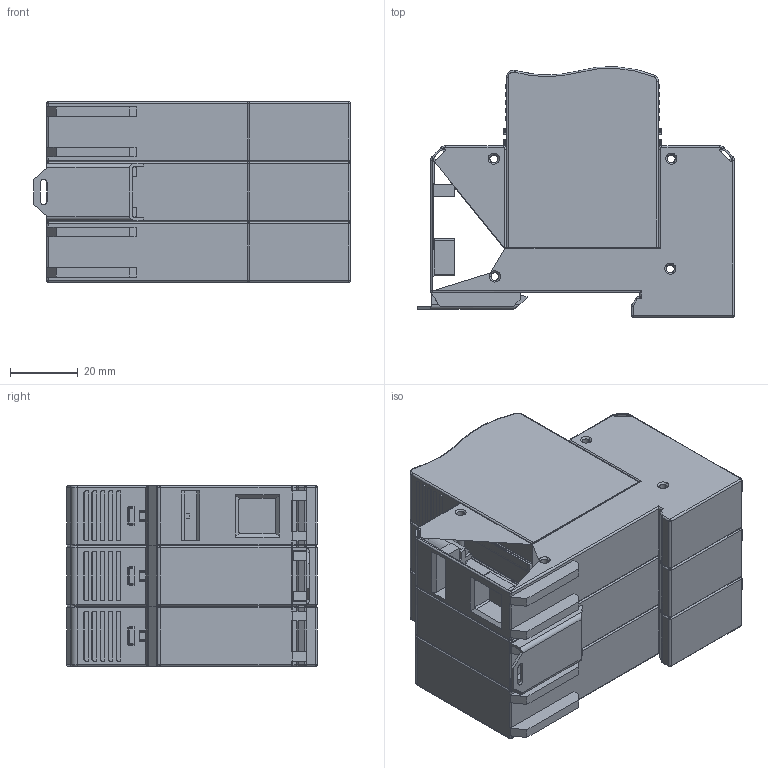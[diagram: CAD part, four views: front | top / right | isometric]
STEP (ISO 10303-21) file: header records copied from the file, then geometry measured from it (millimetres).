
FILE_DESCRIPTION((''),'2;1');
FILE_NAME('ASM0015_ASM','2020-12-22T',('marketing.praksa'),('Audax d.o.o.'),'CREO PARAMETRIC BY PTC INC, 2017480','CREO PARAMETRIC BY PTC INC, 2017480','');
FILE_SCHEMA(('AUTOMOTIVE_DESIGN { 1 0 10303 214 1 1 1 1 }'));
Length unit declared in the file: millimetre
Products named in the file (30): BAZA_1TE_B2S_BREZ_PE_BREZ_ZAS_6; BAZA_1TE_B2S_BREZ_PE_BREZ_ZAS_7; BAZA_1TE_B2S_BREZ_PE_BREZ_ZAS_8; BAZA_1TE_B2S_BREZ_PE_BREZ_ZAS_5_ASM; BAZA_1TE_B2S_BREZ_PE_24_1_2_1; BAZA_1TE_B2S_BREZ_PE_24_1_2_2; BAZA_1TE_B2S_BREZ_PE_24_1_2_3; BAZA_1TE_B2S_BREZ_PE_24_1_2_ASM; BAZA_1TE_B2S_BREZ_ZASKOK_24_1_1; BAZA_1TE_B2S_BREZ_ZASKOK_24_1_3; BAZA_1TE_B2S_BREZ_ZASKOK_24_1_4; BAZA_1TE_B2S_BREZ_ZASKOK_24_1_2_ASM; MODUL_OUTER_S_SHAPE_B2S_10_1_15; OUTER_3TE_S_B2S_ASM_3_1_ASM; TMP_DWG_65_1_1_1_2_1_2_3_4_5_6; TMP_DWG_65_1_2_1_2_1_2_3_4_5_6; TMP_DWG_65_1_3_1_2_1_2_3_4_5_6; ASM0008_1_2_3_4_5_ASM; ASM0017_ASM; TMP_DWG_65_1_1_1_2_1_2_3_4_5__7; TMP_DWG_65_1_2_1_2_1_2_3_4_5__7; TMP_DWG_65_1_3_1_2_1_2_3_4_5__7; ASM0008_1_2_3_4_5_6_ASM; ASM0018_ASM; TMP_DWG_65_1_1_1_2_1_2_3_4_5__8; TMP_DWG_65_1_2_1_2_1_2_3_4_5__8; TMP_DWG_65_1_3_1_2_1_2_3_4_5__8; ASM0008_1_2_3_4_5_6_7_ASM; ASM0019_ASM; ASM0015_ASM
Assembly tree (31 placements, depth 4):
  ASM0015_ASM
    OUTER_3TE_S_B2S_ASM_3_1_ASM
      BAZA_1TE_B2S_BREZ_PE_BREZ_ZAS_5_ASM
        BAZA_1TE_B2S_BREZ_PE_BREZ_ZAS_6
        BAZA_1TE_B2S_BREZ_PE_BREZ_ZAS_7
        BAZA_1TE_B2S_BREZ_PE_BREZ_ZAS_8
      BAZA_1TE_B2S_BREZ_PE_24_1_2_ASM
        BAZA_1TE_B2S_BREZ_PE_24_1_2_1
        BAZA_1TE_B2S_BREZ_PE_24_1_2_2
        BAZA_1TE_B2S_BREZ_PE_24_1_2_3
      BAZA_1TE_B2S_BREZ_ZASKOK_24_1_2_ASM
        BAZA_1TE_B2S_BREZ_ZASKOK_24_1_1
        BAZA_1TE_B2S_BREZ_ZASKOK_24_1_3
        BAZA_1TE_B2S_BREZ_ZASKOK_24_1_4
      MODUL_OUTER_S_SHAPE_B2S_10_1_15  x3
    ASM0017_ASM
      ASM0008_1_2_3_4_5_ASM
        TMP_DWG_65_1_1_1_2_1_2_3_4_5_6
        TMP_DWG_65_1_2_1_2_1_2_3_4_5_6
        TMP_DWG_65_1_3_1_2_1_2_3_4_5_6
    ASM0018_ASM
      ASM0008_1_2_3_4_5_6_ASM
        TMP_DWG_65_1_1_1_2_1_2_3_4_5__7
        TMP_DWG_65_1_2_1_2_1_2_3_4_5__7
        TMP_DWG_65_1_3_1_2_1_2_3_4_5__7
    ASM0019_ASM
      ASM0008_1_2_3_4_5_6_7_ASM
        TMP_DWG_65_1_1_1_2_1_2_3_4_5__8
        TMP_DWG_65_1_2_1_2_1_2_3_4_5__8
        TMP_DWG_65_1_3_1_2_1_2_3_4_5__8
Bounding box: 93.9 x 74.14 x 53.4 mm (x, y, z)
Volume: 266904.8 mm3; surface area: 71452.6 mm2
Topology: 21 solids, 21 shells, 1660 faces, 4398 edges, 2826 vertices
Faces by surface type: plane 924, cylinder 530, torus 80, cone 60, sphere 42, bspline 24
Entity records: 59737 total; most frequent: CARTESIAN_POINT 8234, DIRECTION 6840, ORIENTED_EDGE 6728, PRESENTATION_STYLE_ASSIGNMENT 4208, STYLED_ITEM 4151, EDGE_CURVE 3364, CURVE_STYLE 2932, AXIS2_PLACEMENT_3D 2337
